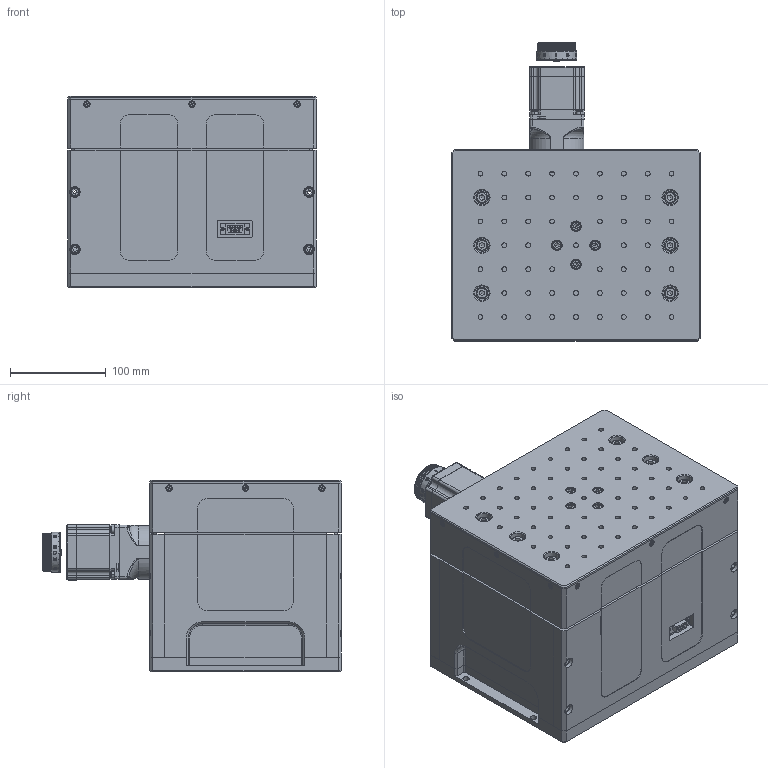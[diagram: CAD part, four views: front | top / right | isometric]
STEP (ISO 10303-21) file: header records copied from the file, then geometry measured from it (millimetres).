
FILE_DESCRIPTION (( 'STEP AP214' ), '1' );
FILE_NAME ('µç¶¯ÖØÔØÉý½µÌ¨SSJF200H75D.STEP', '2021-07-12T09:33:45', ( '' ), ( '' ), 'SwSTEP 2.0', 'SolidWorks 2018', '' );
FILE_SCHEMA (( 'AUTOMOTIVE_DESIGN' ));
Length unit declared in the file: millimetre
Products named in the file (1): 萇雄笭婥汔蔥怢SSJF200H75D
Bounding box: 260 x 312 x 200 mm (x, y, z)
Surface area: 432179.8 mm2 (no closed solid volume)
Topology: 0 solids, 130 shells, 1504 faces, 5888 edges, 4293 vertices
Faces by surface type: plane 748, cylinder 389, bspline 145, cone 137, torus 85
Full cylindrical faces by diameter (mm): 1.6 x9, 2.05 x2, 3 x2, 3.3 x1, 5 x53, 5.2 x12, 6.5 x4, 6.6 x2, 11 x24, 13 x3, 15 x18, 42 x1
Entity records: 84954 total; most frequent: CARTESIAN_POINT 22631, DIRECTION 8871, ORIENTED_EDGE 8265, EDGE_CURVE 5616, VERTEX_POINT 4251, VECTOR 3219, LINE 3219, AXIS2_PLACEMENT_3D 2826
